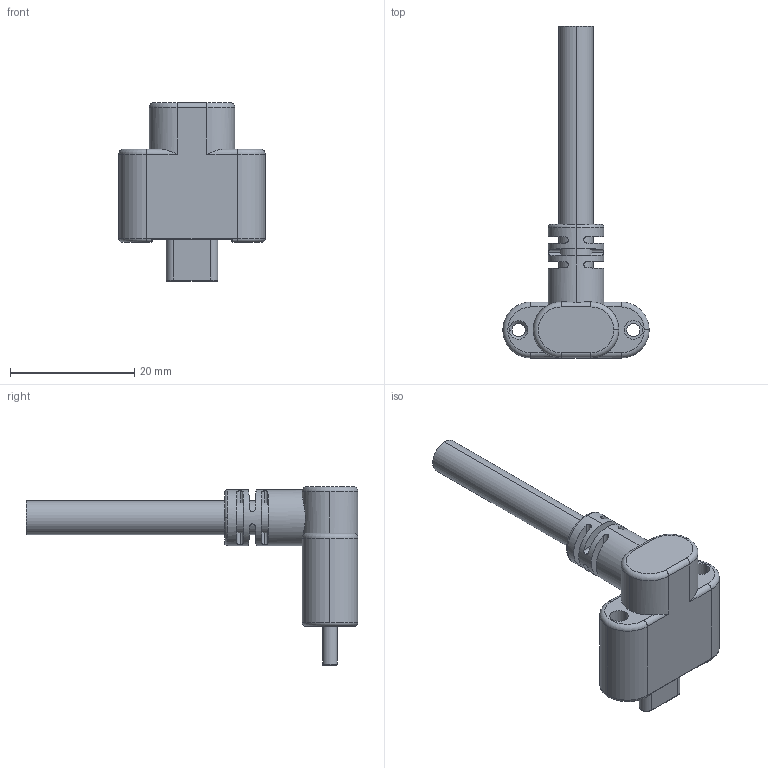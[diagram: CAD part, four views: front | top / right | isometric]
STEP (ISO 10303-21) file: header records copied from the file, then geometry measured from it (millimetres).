
FILE_DESCRIPTION (( 'STEP AP203' ), '1' );
FILE_NAME ('Cwt.STEP', '2022-06-29T03:41:27', ( '微软用户' ), ( '微软中国' ), 'SwSTEP 2.0', 'SolidWorks 2020', '' );
FILE_SCHEMA (( 'CONFIG_CONTROL_DESIGN' ));
Length unit declared in the file: millimetre
Products named in the file (1): Cwt
Bounding box: 23.6 x 53.5 x 28.8 mm (x, y, z)
Volume: 5369 mm3; surface area: 3484.3 mm2
Topology: 3 solids, 3 shells, 105 faces, 252 edges, 160 vertices
Faces by surface type: cylinder 49, plane 34, torus 20, cone 2
Entity records: 3321 total; most frequent: CARTESIAN_POINT 802, DIRECTION 528, ORIENTED_EDGE 504, EDGE_CURVE 252, AXIS2_PLACEMENT_3D 220, VERTEX_POINT 160, EDGE_LOOP 118, CIRCLE 114
